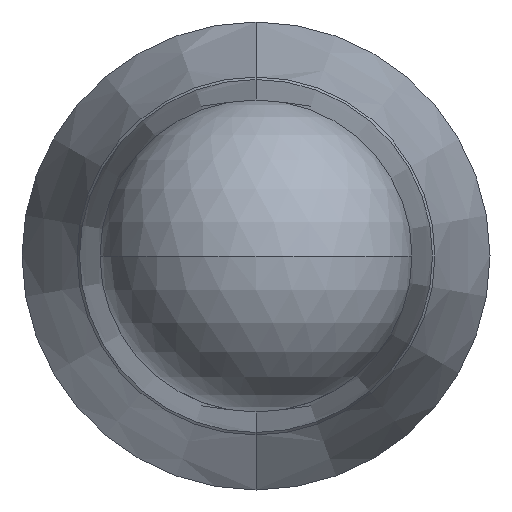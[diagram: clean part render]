
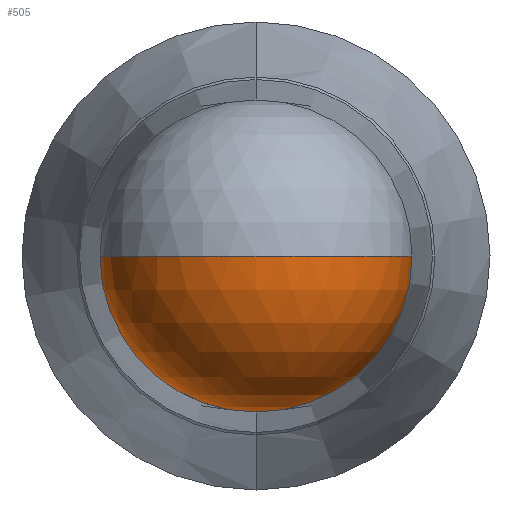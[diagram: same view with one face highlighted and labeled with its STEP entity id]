
A CAD part, front view. The second image highlights one B-rep face of the part: STEP entity #505.
In plain terms, the highlighted spherical face has radius 1.588 mm.
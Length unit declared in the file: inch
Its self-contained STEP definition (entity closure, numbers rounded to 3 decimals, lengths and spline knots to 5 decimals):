
#3 = DIRECTION ( 'NONE',  ( -1., 0., 0. ) ) ;
#14 = ORIENTED_EDGE ( 'NONE', *, *, #141, .T. ) ;
#25 = VERTEX_POINT ( 'NONE', #523 ) ;
#41 = SPHERICAL_SURFACE ( 'NONE', #216, 0.06252 ) ;
#52 = CARTESIAN_POINT ( 'NONE',  ( 0., 0.06088, 0. ) ) ;
#88 = CARTESIAN_POINT ( 'NONE',  ( -0.0625, 0.06088, 0. ) ) ;
#92 = AXIS2_PLACEMENT_3D ( 'NONE', #408, #315, #490 ) ;
#96 = CARTESIAN_POINT ( 'NONE',  ( 0.0625, 0.06088, 0. ) ) ;
#114 = EDGE_CURVE ( 'NONE', #378, #25, #199, .T. ) ;
#120 = DIRECTION ( 'NONE',  ( 0., -1., 0. ) ) ;
#134 = DIRECTION ( 'NONE',  ( 0., 0., 1. ) ) ;
#141 = EDGE_CURVE ( 'NONE', #25, #436, #329, .T. ) ;
#146 = EDGE_LOOP ( 'NONE', ( #392, #14, #370, #331 ) ) ;
#192 = CIRCLE ( 'NONE', #362, 0.06252 ) ;
#197 = CARTESIAN_POINT ( 'NONE',  ( 0., 0.06252, 0. ) ) ;
#199 = CIRCLE ( 'NONE', #217, 0.0625 ) ;
#216 = AXIS2_PLACEMENT_3D ( 'NONE', #197, #518, #310 ) ;
#217 = AXIS2_PLACEMENT_3D ( 'NONE', #52, #120, #517 ) ;
#233 = VERTEX_POINT ( 'NONE', #488 ) ;
#277 = FACE_OUTER_BOUND ( 'NONE', #146, .T. ) ;
#286 = DIRECTION ( 'NONE',  ( 1., 0., 0. ) ) ;
#310 = DIRECTION ( 'NONE',  ( -1., 0., 0. ) ) ;
#315 = DIRECTION ( 'NONE',  ( 0., -1., 0. ) ) ;
#320 = EDGE_CURVE ( 'NONE', #436, #233, #346, .T. ) ;
#323 = DIRECTION ( 'NONE',  ( 0., 0., -1. ) ) ;
#329 = CIRCLE ( 'NONE', #92, 0.0625 ) ;
#331 = ORIENTED_EDGE ( 'NONE', *, *, #467, .F. ) ;
#346 = CIRCLE ( 'NONE', #464, 0.06252 ) ;
#357 = CARTESIAN_POINT ( 'NONE',  ( 0., 0.06252, 0. ) ) ;
#362 = AXIS2_PLACEMENT_3D ( 'NONE', #486, #134, #286 ) ;
#370 = ORIENTED_EDGE ( 'NONE', *, *, #320, .T. ) ;
#378 = VERTEX_POINT ( 'NONE', #88 ) ;
#392 = ORIENTED_EDGE ( 'NONE', *, *, #114, .T. ) ;
#408 = CARTESIAN_POINT ( 'NONE',  ( 0., 0.06088, 0. ) ) ;
#436 = VERTEX_POINT ( 'NONE', #96 ) ;
#464 = AXIS2_PLACEMENT_3D ( 'NONE', #357, #323, #3 ) ;
#467 = EDGE_CURVE ( 'NONE', #378, #233, #192, .T. ) ;
#486 = CARTESIAN_POINT ( 'NONE',  ( 0., 0.06252, 0. ) ) ;
#488 = CARTESIAN_POINT ( 'NONE',  ( 0., 0., 0. ) ) ;
#490 = DIRECTION ( 'NONE',  ( 0., 0., -1. ) ) ;
#505 = ADVANCED_FACE ( 'NONE', ( #277 ), #41, .T. ) ;
#517 = DIRECTION ( 'NONE',  ( 0., 0., -1. ) ) ;
#518 = DIRECTION ( 'NONE',  ( 0., 0., -1. ) ) ;
#523 = CARTESIAN_POINT ( 'NONE',  ( 0., 0.06088, -0.0625 ) ) ;
